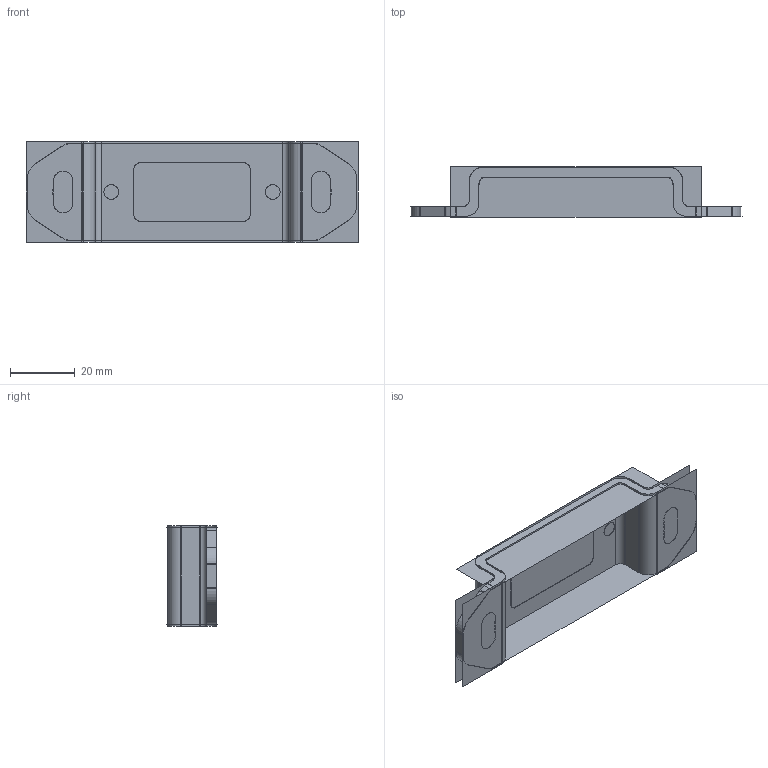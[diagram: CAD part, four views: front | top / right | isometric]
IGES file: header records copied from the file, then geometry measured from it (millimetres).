
Start section:  PTC IGES file: 213729.igs
Global section: file name: 213729.igs; native system: Creo Parametric by PTC Inc.; preprocessor: 2018300; author: pdmadmin; organization: Unknown; date: 20190920.072822; units: millimetre
Bounding box: 102.68 x 15.6 x 31.2 mm (x, y, z)
Volume: 7982.2 mm3; surface area: 31221.7 mm2
Topology: 1 solids, 1 shells, 108 faces, 624 edges, 808 vertices
Faces by surface type: revolution 64, bspline 44
